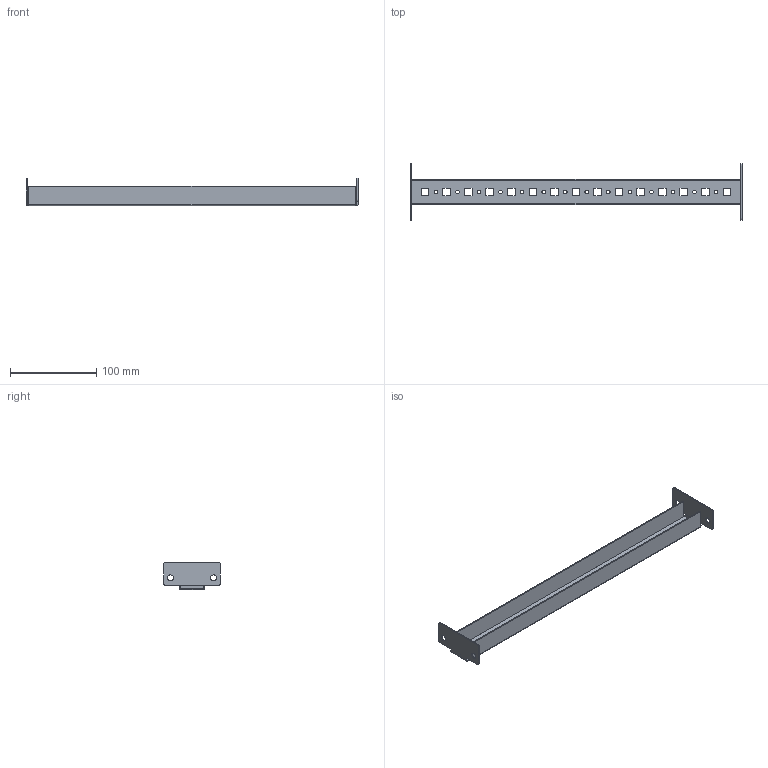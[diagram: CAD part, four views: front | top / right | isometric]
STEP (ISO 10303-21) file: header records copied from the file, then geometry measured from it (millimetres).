
FILE_DESCRIPTION (( 'STEP AP203' ), '1' );
FILE_NAME ('AC00C438.step', '2011-01-20T13:30:25', ( 'User' ), ( 'DKC' ), 'SwSTEP 2.0', 'SolidWorks 2010', '' );
FILE_SCHEMA (( 'CONFIG_CONTROL_DESIGN' ));
Length unit declared in the file: millimetre
Products named in the file (1): AC00C438
Bounding box: 385 x 66 x 32.4 mm (x, y, z)
Volume: 35601.6 mm3; surface area: 61684.9 mm2
Topology: 1 solids, 1 shells, 158 faces, 436 edges, 280 vertices
Faces by surface type: plane 106, cylinder 52
Entity records: 5197 total; most frequent: CARTESIAN_POINT 875, ORIENTED_EDGE 872, DIRECTION 858, EDGE_CURVE 436, LINE 332, VECTOR 332, VERTEX_POINT 280, AXIS2_PLACEMENT_3D 263
